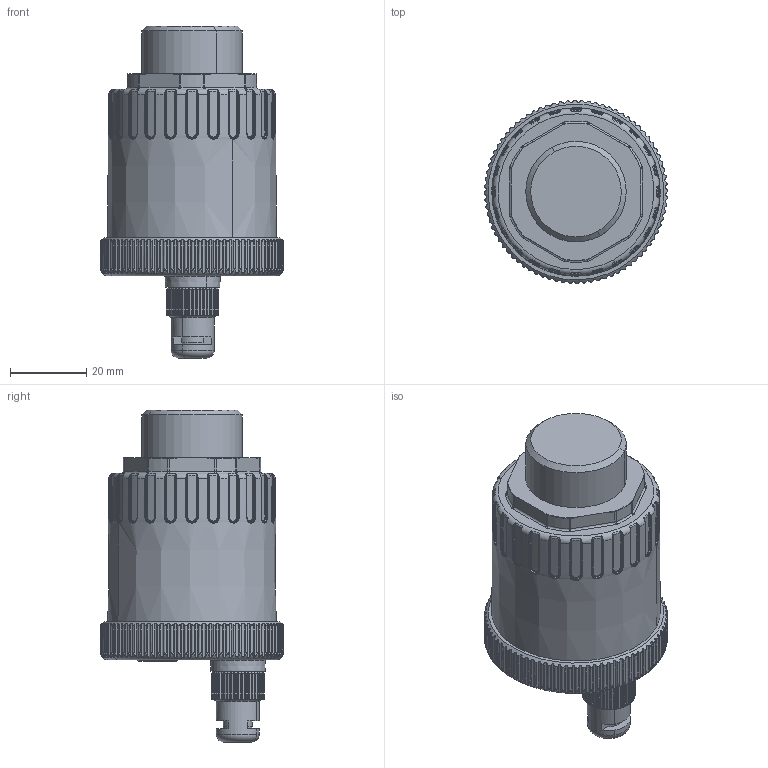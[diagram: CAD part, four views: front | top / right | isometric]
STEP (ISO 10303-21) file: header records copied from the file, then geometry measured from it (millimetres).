
FILE_DESCRIPTION(('CATIA V5 STEP Exchange'),'2;1');
FILE_NAME('STEP_502050_-_TST.stp','2018-09-26T06:28:26+00:00',('none'),('none'),'CATIA Version 5-6 Release 2016 SP4','CATIA V5 STEP AP203','none');
FILE_SCHEMA(('CONFIG_CONTROL_DESIGN'));
Products named in the file (1): 502050 - TST
Bounding box: 47.9 x 47.9 x 86.9 mm (x, y, z)
Volume: 89200.6 mm3; surface area: 13124.5 mm2
Topology: 1 solids, 2 shells, 1235 faces, 3364 edges, 2081 vertices
Faces by surface type: bspline 403, cylinder 367, plane 293, torus 112, cone 39, revolution 12, sphere 9
Entity records: 64125 total; most frequent: CARTESIAN_POINT 39033, ORIENTED_EDGE 6602, EDGE_CURVE 3301, DIRECTION 2802, VERTEX_POINT 2081, B_SPLINE_CURVE_WITH_KNOTS 1907, AXIS2_PLACEMENT_3D 1305, EDGE_LOOP 1246
